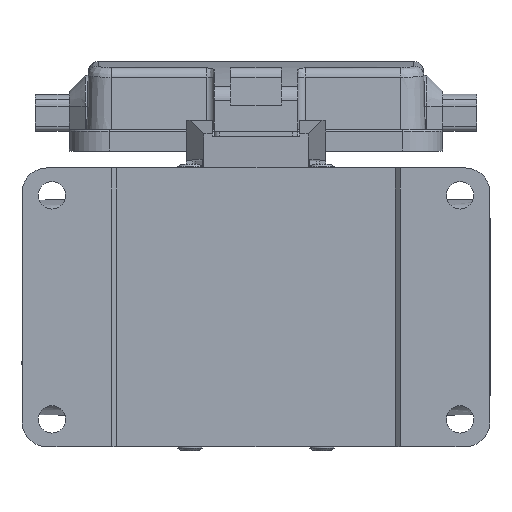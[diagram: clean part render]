
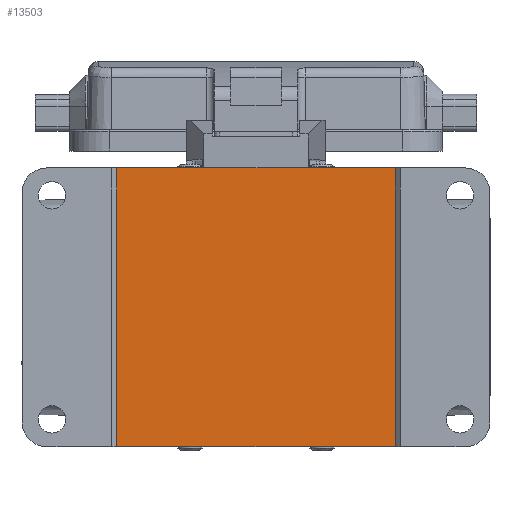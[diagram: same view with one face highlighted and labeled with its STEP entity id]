
A CAD part, front view. The second image highlights one B-rep face of the part: STEP entity #13503.
In plain terms, the highlighted planar face has unit normal (0, -1, 0).
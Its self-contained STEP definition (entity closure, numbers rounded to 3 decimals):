
#633 = VERTEX_POINT ( 'NONE', #925 ) ;
#663 = VERTEX_POINT ( 'NONE', #842 ) ;
#726 = VERTEX_POINT ( 'NONE', #966 ) ;
#734 = VERTEX_POINT ( 'NONE', #959 ) ;
#842 = CARTESIAN_POINT ( 'NONE',  ( 28., -76., -28. ) ) ;
#925 = CARTESIAN_POINT ( 'NONE',  ( 28., -76., 28. ) ) ;
#959 = CARTESIAN_POINT ( 'NONE',  ( -28., -76., 28. ) ) ;
#966 = CARTESIAN_POINT ( 'NONE',  ( -28., -76., -28. ) ) ;
#9386 = EDGE_LOOP ( 'NONE', ( #15108, #15071, #15066, #15070 ) ) ;
#10302 = PLANE ( 'NONE',  #13714 ) ;
#10303 = CARTESIAN_POINT ( 'NONE',  ( 28., -76., 33.6 ) ) ;
#10304 = DIRECTION ( 'NONE',  ( 0., 1., 0. ) ) ;
#10305 = DIRECTION ( 'NONE',  ( 0., 0., 1. ) ) ;
#12694 = EDGE_CURVE ( 'NONE', #734, #726, #15898, .T. ) ;
#12695 = EDGE_CURVE ( 'NONE', #734, #633, #15901, .T. ) ;
#12696 = EDGE_CURVE ( 'NONE', #663, #726, #15904, .T. ) ;
#12697 = EDGE_CURVE ( 'NONE', #663, #633, #15907, .T. ) ;
#13503 = ADVANCED_FACE ( 'NONE', ( #13720 ), #10302, .F. ) ;
#13714 = AXIS2_PLACEMENT_3D ( 'NONE', #10303, #10304, #10305 ) ;
#13720 = FACE_OUTER_BOUND ( 'NONE', #9386, .T. ) ;
#15066 = ORIENTED_EDGE ( 'NONE', *, *, #12695, .F. ) ;
#15070 = ORIENTED_EDGE ( 'NONE', *, *, #12694, .T. ) ;
#15071 = ORIENTED_EDGE ( 'NONE', *, *, #12697, .T. ) ;
#15108 = ORIENTED_EDGE ( 'NONE', *, *, #12696, .F. ) ;
#15898 = LINE ( 'NONE', #15899, #17861 ) ;
#15899 = CARTESIAN_POINT ( 'NONE',  ( -28., -76., 33.6 ) ) ;
#15900 = DIRECTION ( 'NONE',  ( 0., 0., -1. ) ) ;
#15901 = LINE ( 'NONE', #15902, #17862 ) ;
#15902 = CARTESIAN_POINT ( 'NONE',  ( -47., -76., 28. ) ) ;
#15903 = DIRECTION ( 'NONE',  ( 1., 0., 0. ) ) ;
#15904 = LINE ( 'NONE', #15905, #17863 ) ;
#15905 = CARTESIAN_POINT ( 'NONE',  ( 47., -76., -28. ) ) ;
#15906 = DIRECTION ( 'NONE',  ( -1., 0., 0. ) ) ;
#15907 = LINE ( 'NONE', #15908, #17864 ) ;
#15908 = CARTESIAN_POINT ( 'NONE',  ( 28., -76., 33.6 ) ) ;
#15909 = DIRECTION ( 'NONE',  ( 0., 0., 1. ) ) ;
#17861 = VECTOR ( 'NONE', #15900, 1000. ) ;
#17862 = VECTOR ( 'NONE', #15903, 1000. ) ;
#17863 = VECTOR ( 'NONE', #15906, 1000. ) ;
#17864 = VECTOR ( 'NONE', #15909, 1000. ) ;
